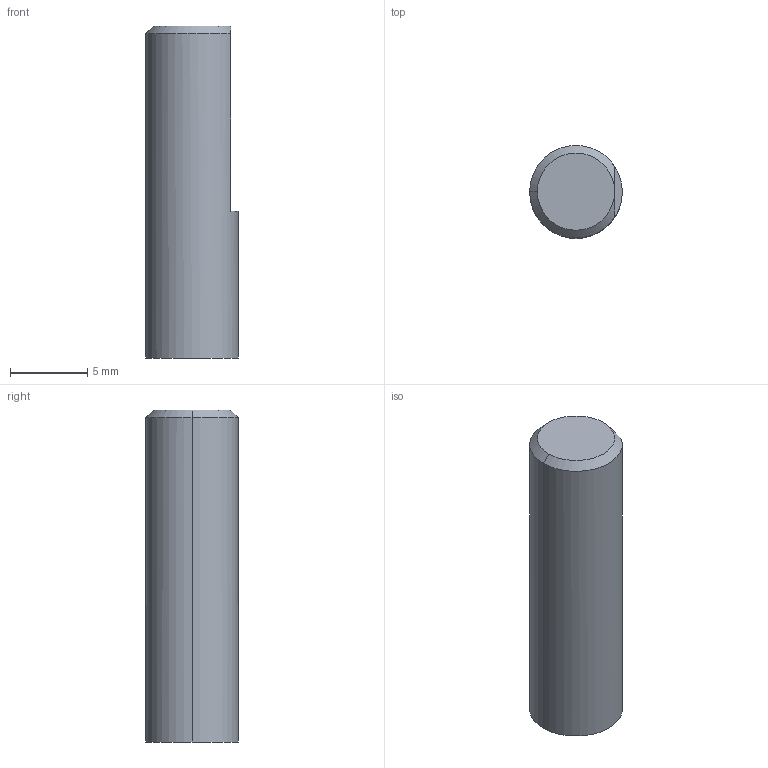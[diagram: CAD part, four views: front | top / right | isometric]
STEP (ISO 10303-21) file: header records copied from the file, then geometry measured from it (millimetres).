
FILE_DESCRIPTION (( 'STEP AP203' ), '1' );
FILE_NAME ('MOTOR SHAFT- JGB37-520-1_Default_sldprt.STEP', '2022-09-20T08:33:30', ( '' ), ( '' ), 'SwSTEP 2.0', 'SolidWorks 2020', '' );
FILE_SCHEMA (( 'CONFIG_CONTROL_DESIGN' ));
Length unit declared in the file: millimetre
Products named in the file (1): MOTOR SHAFT- JGB37-520-1_Default_sldprt
Bounding box: 6 x 6 x 21.5 mm (x, y, z)
Volume: 592.5 mm3; surface area: 454.3 mm2
Topology: 1 solids, 1 shells, 8 faces, 16 edges, 10 vertices
Faces by surface type: plane 4, cone 2, cylinder 2
Entity records: 295 total; most frequent: CARTESIAN_POINT 45, DIRECTION 40, ORIENTED_EDGE 32, AXIS2_PLACEMENT_3D 17, EDGE_CURVE 16, VERTEX_POINT 10, FACE_OUTER_BOUND 8, PERSON_AND_ORGANIZATION 8
